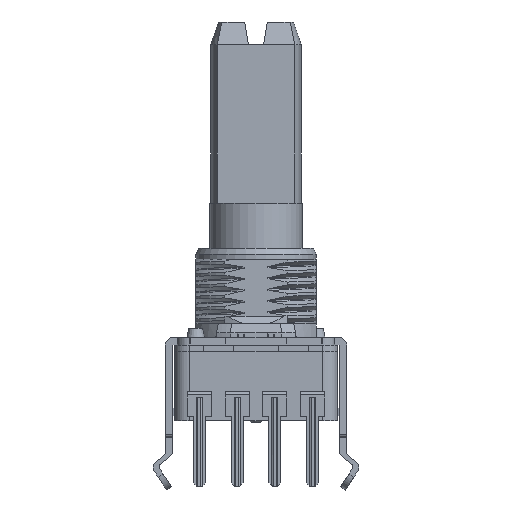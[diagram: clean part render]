
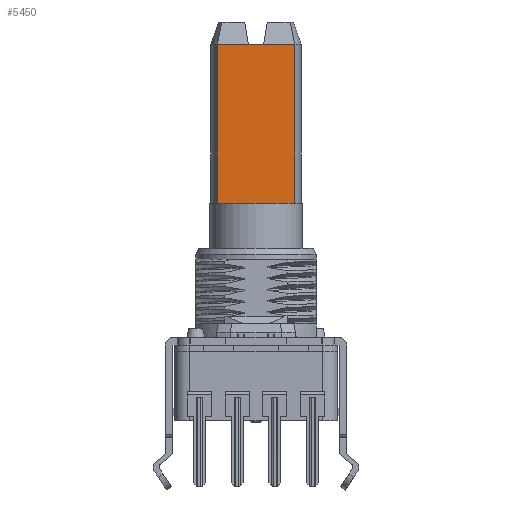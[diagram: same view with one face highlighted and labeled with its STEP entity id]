
A CAD part, front view. The second image highlights one B-rep face of the part: STEP entity #5450.
In plain terms, the highlighted planar face has unit normal (0, -1, 0).
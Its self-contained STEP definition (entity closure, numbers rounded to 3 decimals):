
#4634=VERTEX_POINT('NONE',#11184);
#5004=EDGE_CURVE('NONE',#5890,#4634,#11591,.T.);
#5110=VERTEX_POINT('NONE',#11704);
#5266=EDGE_CURVE('NONE',#5626,#5890,#11877,.T.);
#5450=ADVANCED_FACE('NONE',(#12077),#12078,.F.);
#5626=VERTEX_POINT('NONE',#12270);
#5890=VERTEX_POINT('NONE',#12557);
#7158=VERTEX_POINT('NONE',#13934);
#7594=EDGE_CURVE('NONE',#5110,#4634,#14413,.T.);
#7682=EDGE_CURVE('NONE',#7158,#9076,#14506,.T.);
#7718=EDGE_CURVE('NONE',#5110,#7158,#14542,.T.);
#8818=EDGE_CURVE('NONE',#9076,#5626,#15733,.T.);
#9076=VERTEX_POINT('NONE',#16012);
#11184=CARTESIAN_POINT('',(2.572,-1.515,26.0));
#11591=LINE('',#26509,#26510);
#11704=CARTESIAN_POINT('',(2.572,-1.515,15.5));
#11877=LINE('',#27832,#27833);
#12077=FACE_OUTER_BOUND('',#28395,.T.);
#12078=PLANE('',#28396);
#12270=CARTESIAN_POINT('',(-0.5,-1.515,26.0));
#12557=CARTESIAN_POINT('',(0.5,-1.515,26.0));
#13934=CARTESIAN_POINT('',(-2.572,-1.515,15.5));
#14413=LINE('',#37727,#37728);
#14506=LINE('',#37897,#37898);
#14542=LINE('',#37979,#37980);
#15733=LINE('',#42458,#42459);
#16012=CARTESIAN_POINT('',(-2.572,-1.515,26.0));
#26509=CARTESIAN_POINT('',(-3.056,-1.515,26.0));
#26510=VECTOR('',#46683,1000.0);
#27832=CARTESIAN_POINT('',(0.5,-1.515,26.0));
#27833=VECTOR('',#46978,1000.0);
#28395=EDGE_LOOP('',(#47216,#47217,#47218,#47219,#47220,#47221));
#28396=AXIS2_PLACEMENT_3D('',#47222,#47223,#47224);
#37727=CARTESIAN_POINT('',(2.572,-1.515,10.15));
#37728=VECTOR('',#49690,1000.0);
#37897=CARTESIAN_POINT('',(-2.572,-1.515,10.15));
#37898=VECTOR('',#49758,1000.0);
#37979=CARTESIAN_POINT('',(-2.572,-1.515,15.5));
#37980=VECTOR('',#49772,1000.0);
#42458=CARTESIAN_POINT('',(-3.056,-1.515,26.0));
#42459=VECTOR('',#50913,1000.0);
#46683=DIRECTION('',(1.0,0.0,0.0));
#46978=DIRECTION('',(1.0,0.0,0.0));
#47216=ORIENTED_EDGE('',*,*,#8818,.F.);
#47217=ORIENTED_EDGE('',*,*,#7682,.F.);
#47218=ORIENTED_EDGE('',*,*,#7718,.F.);
#47219=ORIENTED_EDGE('',*,*,#7594,.T.);
#47220=ORIENTED_EDGE('',*,*,#5004,.F.);
#47221=ORIENTED_EDGE('',*,*,#5266,.F.);
#47222=CARTESIAN_POINT('',(-2.572,-1.515,10.15));
#47223=DIRECTION('',(0.,1.0,0.));
#47224=DIRECTION('',(1.0,0.0,0.));
#49690=DIRECTION('',(0.0,0.0,1.0));
#49758=DIRECTION('',(0.0,0.0,1.0));
#49772=DIRECTION('',(-1.0,0.0,0.0));
#50913=DIRECTION('',(1.0,0.0,0.0));
